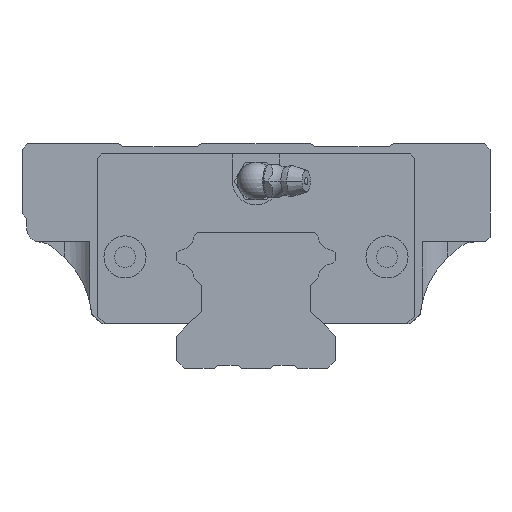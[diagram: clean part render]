
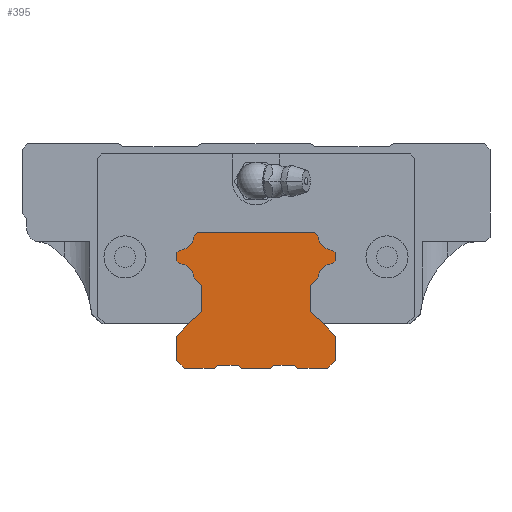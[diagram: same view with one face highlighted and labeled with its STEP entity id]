
A CAD part, front view. The second image highlights one B-rep face of the part: STEP entity #395.
In plain terms, the highlighted planar face has unit normal (0, -1, 0).
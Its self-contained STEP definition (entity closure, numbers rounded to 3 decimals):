
#395=ADVANCED_FACE('',(#879),#880,.T.);
#879=FACE_OUTER_BOUND('',#1441,.T.);
#880=PLANE('',#1442);
#1441=EDGE_LOOP('',(#3310,#3311,#3312,#3313,#3314,#3315,#3316,#3317,#3318,#3319,#3320,#3321,#3322,#3323,#3324,#3325,#3326,#3327,#3328,#3329,#3330,#3331,#3332,#3333,#3334,#3335,#3336,#3337,#3338,#3339,#3340,#3341));
#1442=AXIS2_PLACEMENT_3D('',#3342,#3343,#3344);
#3310=ORIENTED_EDGE('',*,*,#4063,.T.);
#3311=ORIENTED_EDGE('',*,*,#3965,.F.);
#3312=ORIENTED_EDGE('',*,*,#4057,.F.);
#3313=ORIENTED_EDGE('',*,*,#4059,.F.);
#3314=ORIENTED_EDGE('',*,*,#3990,.F.);
#3315=ORIENTED_EDGE('',*,*,#4034,.T.);
#3316=ORIENTED_EDGE('',*,*,#4031,.T.);
#3317=ORIENTED_EDGE('',*,*,#4013,.F.);
#3318=ORIENTED_EDGE('',*,*,#4000,.T.);
#3319=ORIENTED_EDGE('',*,*,#3976,.T.);
#3320=ORIENTED_EDGE('',*,*,#4020,.F.);
#3321=ORIENTED_EDGE('',*,*,#4052,.T.);
#3322=ORIENTED_EDGE('',*,*,#4049,.T.);
#3323=ORIENTED_EDGE('',*,*,#4064,.F.);
#3324=ORIENTED_EDGE('',*,*,#3979,.T.);
#3325=ORIENTED_EDGE('',*,*,#3945,.T.);
#3326=ORIENTED_EDGE('',*,*,#3954,.F.);
#3327=ORIENTED_EDGE('',*,*,#3936,.F.);
#3328=ORIENTED_EDGE('',*,*,#4065,.T.);
#3329=ORIENTED_EDGE('',*,*,#4044,.F.);
#3330=ORIENTED_EDGE('',*,*,#4066,.F.);
#3331=ORIENTED_EDGE('',*,*,#4016,.F.);
#3332=ORIENTED_EDGE('',*,*,#4004,.F.);
#3333=ORIENTED_EDGE('',*,*,#4054,.F.);
#3334=ORIENTED_EDGE('',*,*,#3961,.T.);
#3335=ORIENTED_EDGE('',*,*,#3994,.F.);
#3336=ORIENTED_EDGE('',*,*,#4029,.F.);
#3337=ORIENTED_EDGE('',*,*,#4067,.F.);
#3338=ORIENTED_EDGE('',*,*,#4068,.F.);
#3339=ORIENTED_EDGE('',*,*,#4038,.F.);
#3340=ORIENTED_EDGE('',*,*,#4008,.T.);
#3341=ORIENTED_EDGE('',*,*,#4062,.F.);
#3342=CARTESIAN_POINT('',(-16.688,-170.8,-21.312));
#3343=DIRECTION('',(0.0,-1.0,0.0));
#3344=DIRECTION('',(0.0,0.0,-1.0));
#3936=EDGE_CURVE('',#4919,#4921,#4922,.T.);
#3945=EDGE_CURVE('',#4935,#4933,#4936,.T.);
#3954=EDGE_CURVE('',#4921,#4933,#4949,.T.);
#3961=EDGE_CURVE('',#4959,#4957,#4960,.T.);
#3965=EDGE_CURVE('',#4965,#4967,#4968,.T.);
#3976=EDGE_CURVE('',#4985,#4983,#4986,.T.);
#3979=EDGE_CURVE('',#4990,#4935,#4991,.T.);
#3990=EDGE_CURVE('',#5006,#5008,#5009,.T.);
#3994=EDGE_CURVE('',#5013,#4957,#5015,.T.);
#4000=EDGE_CURVE('',#5022,#4985,#5023,.T.);
#4004=EDGE_CURVE('',#5028,#5030,#5031,.T.);
#4008=EDGE_CURVE('',#5038,#5036,#5039,.T.);
#4013=EDGE_CURVE('',#5022,#5045,#5046,.T.);
#4016=EDGE_CURVE('',#5030,#5050,#5051,.T.);
#4020=EDGE_CURVE('',#5055,#4983,#5057,.T.);
#4029=EDGE_CURVE('',#5070,#5013,#5072,.T.);
#4031=EDGE_CURVE('',#5075,#5045,#5076,.T.);
#4034=EDGE_CURVE('',#5006,#5075,#5079,.T.);
#4038=EDGE_CURVE('',#5038,#5084,#5085,.T.);
#4044=EDGE_CURVE('',#5091,#5093,#5094,.T.);
#4049=EDGE_CURVE('',#5102,#5100,#5103,.T.);
#4052=EDGE_CURVE('',#5055,#5102,#5106,.T.);
#4054=EDGE_CURVE('',#4959,#5028,#5108,.T.);
#4057=EDGE_CURVE('',#5111,#4965,#5113,.T.);
#4059=EDGE_CURVE('',#5008,#5111,#5115,.T.);
#4062=EDGE_CURVE('',#5118,#5036,#5120,.T.);
#4063=EDGE_CURVE('',#5118,#4967,#5121,.T.);
#4064=EDGE_CURVE('',#4990,#5100,#5122,.T.);
#4065=EDGE_CURVE('',#4919,#5093,#5123,.T.);
#4066=EDGE_CURVE('',#5050,#5091,#5124,.T.);
#4067=EDGE_CURVE('',#5125,#5070,#5126,.T.);
#4068=EDGE_CURVE('',#5084,#5125,#5127,.T.);
#4919=VERTEX_POINT('',#6482);
#4921=VERTEX_POINT('',#6485);
#4922=LINE('',#6486,#6487);
#4933=VERTEX_POINT('',#6502);
#4935=VERTEX_POINT('',#6505);
#4936=LINE('',#6506,#6507);
#4949=LINE('',#6525,#6526);
#4957=VERTEX_POINT('',#6535);
#4959=VERTEX_POINT('',#6538);
#4960=LINE('',#6539,#6540);
#4965=VERTEX_POINT('',#6547);
#4967=VERTEX_POINT('',#6550);
#4968=LINE('',#6551,#6552);
#4983=VERTEX_POINT('',#6572);
#4985=VERTEX_POINT('',#6575);
#4986=LINE('',#6576,#6577);
#4990=VERTEX_POINT('',#6583);
#4991=LINE('',#6584,#6585);
#5006=VERTEX_POINT('',#6602);
#5008=VERTEX_POINT('',#6605);
#5009=LINE('',#6606,#6607);
#5013=VERTEX_POINT('',#6613);
#5015=LINE('',#6616,#6617);
#5022=VERTEX_POINT('',#6625);
#5023=LINE('',#6626,#6627);
#5028=VERTEX_POINT('',#6634);
#5030=VERTEX_POINT('',#6637);
#5031=LINE('',#6638,#6639);
#5036=VERTEX_POINT('',#6646);
#5038=VERTEX_POINT('',#6649);
#5039=LINE('',#6650,#6651);
#5045=VERTEX_POINT('',#6658);
#5046=CIRCLE('',#6659,3.5);
#5050=VERTEX_POINT('',#6665);
#5051=LINE('',#6666,#6667);
#5055=VERTEX_POINT('',#6673);
#5057=LINE('',#6676,#6677);
#5070=VERTEX_POINT('',#6695);
#5072=LINE('',#6698,#6699);
#5075=VERTEX_POINT('',#6703);
#5076=LINE('',#6704,#6705);
#5079=LINE('',#6710,#6711);
#5084=VERTEX_POINT('',#6719);
#5085=LINE('',#6720,#6721);
#5091=VERTEX_POINT('',#6730);
#5093=VERTEX_POINT('',#6733);
#5094=LINE('',#6734,#6735);
#5100=VERTEX_POINT('',#6743);
#5102=VERTEX_POINT('',#6746);
#5103=LINE('',#6747,#6748);
#5106=LINE('',#6753,#6754);
#5108=LINE('',#6757,#6758);
#5111=VERTEX_POINT('',#6762);
#5113=LINE('',#6765,#6766);
#5115=CIRCLE('',#6768,3.5);
#5118=VERTEX_POINT('',#6771);
#5120=CIRCLE('',#6774,3.5);
#5121=LINE('',#6775,#6776);
#5122=LINE('',#6777,#6778);
#5123=LINE('',#6779,#6780);
#5124=LINE('',#6781,#6782);
#5125=VERTEX_POINT('',#6783);
#5126=CIRCLE('',#6784,3.5);
#5127=LINE('',#6785,#6786);
#6482=CARTESIAN_POINT('',(3.1,-170.8,-50.0));
#6485=CARTESIAN_POINT('',(-3.1,-170.8,-50.0));
#6486=CARTESIAN_POINT('',(3.1,-170.8,-50.0));
#6487=VECTOR('',#7599,1000.0);
#6502=CARTESIAN_POINT('',(-3.8,-170.8,-49.3));
#6505=CARTESIAN_POINT('',(-8.2,-170.8,-49.3));
#6506=CARTESIAN_POINT('',(-8.2,-170.8,-49.3));
#6507=VECTOR('',#7614,1000.0);
#6525=CARTESIAN_POINT('',(-3.1,-170.8,-50.0));
#6526=VECTOR('',#7629,1000.0);
#6535=CARTESIAN_POINT('',(11.7,-170.8,-37.841));
#6538=CARTESIAN_POINT('',(17.0,-170.8,-43.141));
#6539=CARTESIAN_POINT('',(17.0,-170.8,-43.141));
#6540=VECTOR('',#7644,1000.0);
#6547=CARTESIAN_POINT('',(-12.559,-170.8,-21.0));
#6550=CARTESIAN_POINT('',(12.559,-170.8,-21.0));
#6551=CARTESIAN_POINT('',(-12.659,-170.8,-21.0));
#6552=VECTOR('',#7648,1000.0);
#6572=CARTESIAN_POINT('',(-11.7,-170.8,-37.841));
#6575=CARTESIAN_POINT('',(-11.7,-170.8,-32.259));
#6576=CARTESIAN_POINT('',(-11.7,-170.8,-32.259));
#6577=VECTOR('',#7667,1000.0);
#6583=CARTESIAN_POINT('',(-8.9,-170.8,-50.0));
#6584=CARTESIAN_POINT('',(-8.9,-170.8,-50.0));
#6585=VECTOR('',#7670,1000.0);
#6602=CARTESIAN_POINT('',(-16.9,-170.8,-25.341));
#6605=CARTESIAN_POINT('',(-16.354,-170.8,-24.796));
#6606=CARTESIAN_POINT('',(-16.9,-170.8,-25.341));
#6607=VECTOR('',#7695,1000.0);
#6613=CARTESIAN_POINT('',(11.7,-170.8,-32.259));
#6616=CARTESIAN_POINT('',(11.7,-170.8,-32.259));
#6617=VECTOR('',#7699,1000.0);
#6625=CARTESIAN_POINT('',(-13.204,-170.8,-30.754));
#6626=CARTESIAN_POINT('',(-13.204,-170.8,-30.754));
#6627=VECTOR('',#7713,1000.0);
#6634=CARTESIAN_POINT('',(17.0,-170.8,-48.3));
#6637=CARTESIAN_POINT('',(15.3,-170.8,-50.0));
#6638=CARTESIAN_POINT('',(17.0,-170.8,-48.3));
#6639=VECTOR('',#7717,1000.0);
#6646=CARTESIAN_POINT('',(16.354,-170.8,-24.796));
#6649=CARTESIAN_POINT('',(16.9,-170.8,-25.341));
#6650=CARTESIAN_POINT('',(16.9,-170.8,-25.341));
#6651=VECTOR('',#7721,1000.0);
#6658=CARTESIAN_POINT('',(-16.354,-170.8,-27.604));
#6659=AXIS2_PLACEMENT_3D('',#7732,#7733,#7734);
#6665=CARTESIAN_POINT('',(8.9,-170.8,-50.0));
#6666=CARTESIAN_POINT('',(15.3,-170.8,-50.0));
#6667=VECTOR('',#7737,1000.0);
#6673=CARTESIAN_POINT('',(-17.0,-170.8,-43.141));
#6676=CARTESIAN_POINT('',(-17.0,-170.8,-43.141));
#6677=VECTOR('',#7741,1000.0);
#6695=CARTESIAN_POINT('',(13.204,-170.8,-30.754));
#6698=CARTESIAN_POINT('',(13.204,-170.8,-30.754));
#6699=VECTOR('',#7754,1000.0);
#6703=CARTESIAN_POINT('',(-16.9,-170.8,-27.059));
#6704=CARTESIAN_POINT('',(-16.9,-170.8,-27.059));
#6705=VECTOR('',#7756,1000.0);
#6710=CARTESIAN_POINT('',(-16.9,-170.8,-25.341));
#6711=VECTOR('',#7759,1000.0);
#6719=CARTESIAN_POINT('',(16.9,-170.8,-27.059));
#6720=CARTESIAN_POINT('',(16.9,-170.8,-25.341));
#6721=VECTOR('',#7763,1000.0);
#6730=CARTESIAN_POINT('',(8.2,-170.8,-49.3));
#6733=CARTESIAN_POINT('',(3.8,-170.8,-49.3));
#6734=CARTESIAN_POINT('',(8.2,-170.8,-49.3));
#6735=VECTOR('',#7771,1000.0);
#6743=CARTESIAN_POINT('',(-15.3,-170.8,-50.0));
#6746=CARTESIAN_POINT('',(-17.0,-170.8,-48.3));
#6747=CARTESIAN_POINT('',(-17.0,-170.8,-48.3));
#6748=VECTOR('',#7778,1000.0);
#6753=CARTESIAN_POINT('',(-17.0,-170.8,-43.141));
#6754=VECTOR('',#7781,1000.0);
#6757=CARTESIAN_POINT('',(17.0,-170.8,-43.141));
#6758=VECTOR('',#7783,1000.0);
#6762=CARTESIAN_POINT('',(-13.204,-170.8,-21.646));
#6765=CARTESIAN_POINT('',(-13.204,-170.8,-21.646));
#6766=VECTOR('',#7786,1000.0);
#6768=AXIS2_PLACEMENT_3D('',#7790,#7791,#7792);
#6771=CARTESIAN_POINT('',(13.204,-170.8,-21.646));
#6774=AXIS2_PLACEMENT_3D('',#7797,#7798,#7799);
#6775=CARTESIAN_POINT('',(13.204,-170.8,-21.646));
#6776=VECTOR('',#7800,1000.0);
#6777=CARTESIAN_POINT('',(-8.9,-170.8,-50.0));
#6778=VECTOR('',#7801,1000.0);
#6779=CARTESIAN_POINT('',(3.1,-170.8,-50.0));
#6780=VECTOR('',#7802,1000.0);
#6781=CARTESIAN_POINT('',(8.9,-170.8,-50.0));
#6782=VECTOR('',#7803,1000.0);
#6783=CARTESIAN_POINT('',(16.354,-170.8,-27.604));
#6784=AXIS2_PLACEMENT_3D('',#7804,#7805,#7806);
#6785=CARTESIAN_POINT('',(16.9,-170.8,-27.059));
#6786=VECTOR('',#7807,1000.0);
#7599=DIRECTION('',(-1.0,0.0,0.0));
#7614=DIRECTION('',(1.0,0.0,0.0));
#7629=DIRECTION('',(-0.707,0.0,0.707));
#7644=DIRECTION('',(-0.707,0.0,0.707));
#7648=DIRECTION('',(1.0,0.0,0.0));
#7667=DIRECTION('',(0.0,0.0,-1.0));
#7670=DIRECTION('',(0.707,0.0,0.707));
#7695=DIRECTION('',(0.707,0.0,0.707));
#7699=DIRECTION('',(0.0,0.0,-1.0));
#7713=DIRECTION('',(0.707,0.0,-0.707));
#7717=DIRECTION('',(-0.707,0.0,-0.707));
#7721=DIRECTION('',(-0.707,0.0,0.707));
#7732=CARTESIAN_POINT('',(-16.688,-170.8,-31.088));
#7733=DIRECTION('',(0.0,-1.0,0.0));
#7734=DIRECTION('',(1.0,0.0,0.0));
#7737=DIRECTION('',(-1.0,0.0,0.0));
#7741=DIRECTION('',(0.707,0.0,0.707));
#7754=DIRECTION('',(-0.707,0.0,-0.707));
#7756=DIRECTION('',(0.707,0.0,-0.707));
#7759=DIRECTION('',(0.0,0.0,-1.0));
#7763=DIRECTION('',(0.0,0.0,-1.0));
#7771=DIRECTION('',(-1.0,0.0,0.0));
#7778=DIRECTION('',(0.707,0.0,-0.707));
#7781=DIRECTION('',(0.0,0.0,-1.0));
#7783=DIRECTION('',(0.0,0.0,-1.0));
#7786=DIRECTION('',(0.707,0.0,0.707));
#7790=CARTESIAN_POINT('',(-16.688,-170.8,-21.312));
#7791=DIRECTION('',(0.0,-1.0,0.0));
#7792=DIRECTION('',(1.0,0.0,0.0));
#7797=CARTESIAN_POINT('',(16.688,-170.8,-21.312));
#7798=DIRECTION('',(0.0,-1.0,0.0));
#7799=DIRECTION('',(1.0,0.0,0.0));
#7800=DIRECTION('',(-0.707,0.0,0.707));
#7801=DIRECTION('',(-1.0,0.0,0.0));
#7802=DIRECTION('',(0.707,0.0,0.707));
#7803=DIRECTION('',(-0.707,0.0,0.707));
#7804=CARTESIAN_POINT('',(16.688,-170.8,-31.088));
#7805=DIRECTION('',(0.0,-1.0,0.0));
#7806=DIRECTION('',(1.0,0.0,0.0));
#7807=DIRECTION('',(-0.707,0.0,-0.707));
